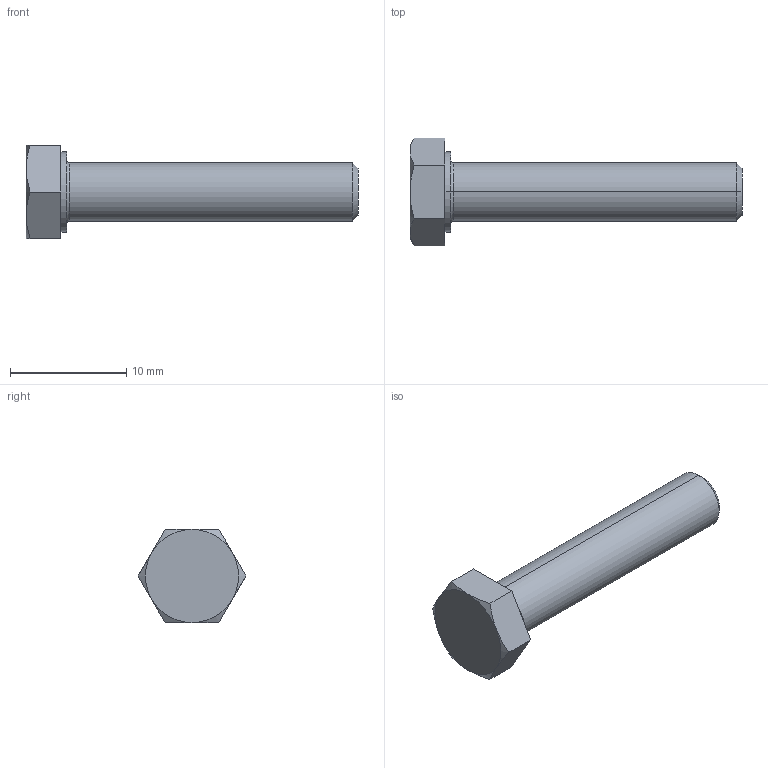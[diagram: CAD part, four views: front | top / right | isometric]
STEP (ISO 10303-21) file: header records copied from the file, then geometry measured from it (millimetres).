
FILE_DESCRIPTION(('HOOPS Exchange Step'),'2;1');
FILE_NAME('export-63225582-4F68-4342-930C-908476758D7C.stp','2021-07-27T11:18:00+02:00',('Engineering'),('Alibre'),'HOOPS Exchange 2020.1','Alibre','Unknown authorisation');
FILE_SCHEMA( ('AP242_MANAGED_MODEL_BASED_3D_ENGINEERING_MIM_LF {1 0 10303 442 1 1 4 }') );
Length unit declared in the file: millimetre
Products named in the file (1): 1794 M5x25 - A2-70 - Bolt Hexagonal DIN-933 (full thread)
Bounding box: 28.5 x 9.24 x 8 mm (x, y, z)
Volume: 673.6 mm3; surface area: 588.7 mm2
Topology: 1 solids, 1 shells, 24 faces, 50 edges, 30 vertices
Faces by surface type: plane 10, cone 8, cylinder 4, torus 2
Entity records: 652 total; most frequent: CARTESIAN_POINT 130, DIRECTION 110, ORIENTED_EDGE 100, EDGE_CURVE 50, AXIS2_PLACEMENT_3D 46, VERTEX_POINT 30, EDGE_LOOP 26, FACE_BOUND 26
